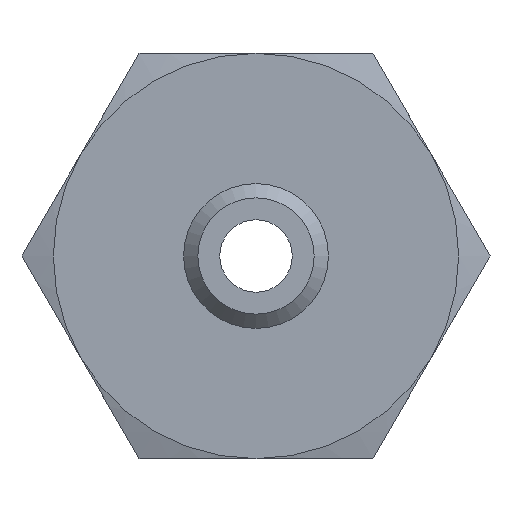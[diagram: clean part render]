
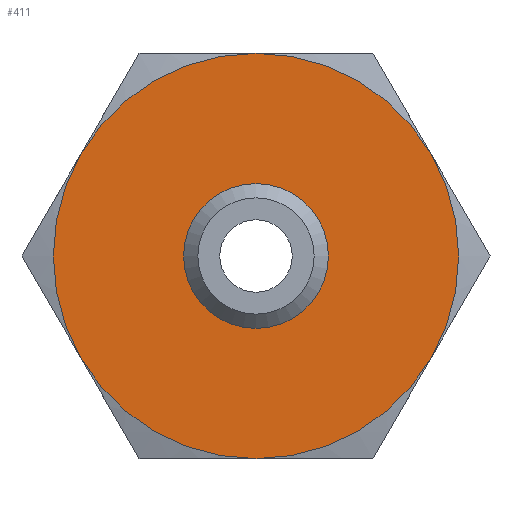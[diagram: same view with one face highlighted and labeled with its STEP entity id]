
A CAD part, front view. The second image highlights one B-rep face of the part: STEP entity #411.
In plain terms, the highlighted planar face has unit normal (0, -1, 0).
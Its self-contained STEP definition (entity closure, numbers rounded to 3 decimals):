
#45=PLANE('',#473);
#158=ORIENTED_EDGE('',*,*,#219,.F.);
#159=ORIENTED_EDGE('',*,*,#220,.T.);
#160=ORIENTED_EDGE('',*,*,#224,.T.);
#161=ORIENTED_EDGE('',*,*,#223,.T.);
#162=ORIENTED_EDGE('',*,*,#222,.T.);
#163=ORIENTED_EDGE('',*,*,#225,.T.);
#164=ORIENTED_EDGE('',*,*,#221,.T.);
#219=EDGE_CURVE('',#260,#260,#277,.T.);
#220=EDGE_CURVE('',#249,#251,#278,.T.);
#221=EDGE_CURVE('',#246,#249,#279,.T.);
#222=EDGE_CURVE('',#255,#256,#280,.T.);
#223=EDGE_CURVE('',#253,#255,#281,.T.);
#224=EDGE_CURVE('',#251,#253,#282,.T.);
#225=EDGE_CURVE('',#256,#246,#283,.T.);
#246=VERTEX_POINT('',#689);
#249=VERTEX_POINT('',#703);
#251=VERTEX_POINT('',#715);
#253=VERTEX_POINT('',#727);
#255=VERTEX_POINT('',#739);
#256=VERTEX_POINT('',#749);
#260=VERTEX_POINT('',#764);
#277=CIRCLE('',#462,2.5);
#278=CIRCLE('',#464,7.);
#279=CIRCLE('',#466,7.);
#280=CIRCLE('',#468,7.);
#281=CIRCLE('',#470,7.);
#282=CIRCLE('',#472,7.);
#283=CIRCLE('',#474,7.);
#318=EDGE_LOOP('',(#158));
#319=EDGE_LOOP('',(#159,#160,#161,#162,#163,#164));
#360=FACE_BOUND('',#318,.T.);
#361=FACE_BOUND('',#319,.T.);
#411=ADVANCED_FACE('',(#360,#361),#45,.F.);
#462=AXIS2_PLACEMENT_3D('',#763,#555,#556);
#464=AXIS2_PLACEMENT_3D('',#766,#559,#560);
#466=AXIS2_PLACEMENT_3D('',#768,#563,#564);
#468=AXIS2_PLACEMENT_3D('',#770,#567,#568);
#470=AXIS2_PLACEMENT_3D('',#772,#571,#572);
#472=AXIS2_PLACEMENT_3D('',#774,#575,#576);
#473=AXIS2_PLACEMENT_3D('',#775,#577,#578);
#474=AXIS2_PLACEMENT_3D('',#776,#579,#580);
#555=DIRECTION('',(0.,-1.,0.));
#556=DIRECTION('',(0.,0.,-1.));
#559=DIRECTION('',(0.,-1.,0.));
#560=DIRECTION('',(0.,0.,-1.));
#563=DIRECTION('',(0.,-1.,0.));
#564=DIRECTION('',(0.,0.,-1.));
#567=DIRECTION('',(0.,-1.,0.));
#568=DIRECTION('',(0.,0.,-1.));
#571=DIRECTION('',(0.,-1.,0.));
#572=DIRECTION('',(0.,0.,-1.));
#575=DIRECTION('',(0.,-1.,0.));
#576=DIRECTION('',(0.,0.,-1.));
#577=DIRECTION('',(0.,1.,0.));
#578=DIRECTION('',(0.,0.,1.));
#579=DIRECTION('',(0.,-1.,0.));
#580=DIRECTION('',(0.,0.,-1.));
#689=CARTESIAN_POINT('',(-6.062,4.,-3.5));
#703=CARTESIAN_POINT('',(0.,4.,-7.));
#715=CARTESIAN_POINT('',(6.062,4.,-3.5));
#727=CARTESIAN_POINT('',(6.062,4.,3.5));
#739=CARTESIAN_POINT('',(0.,4.,7.));
#749=CARTESIAN_POINT('',(-6.062,4.,3.5));
#763=CARTESIAN_POINT('',(0.,4.,0.));
#764=CARTESIAN_POINT('',(0.,4.,-2.5));
#766=CARTESIAN_POINT('',(0.,4.,0.));
#768=CARTESIAN_POINT('',(0.,4.,0.));
#770=CARTESIAN_POINT('',(0.,4.,0.));
#772=CARTESIAN_POINT('',(0.,4.,0.));
#774=CARTESIAN_POINT('',(0.,4.,0.));
#775=CARTESIAN_POINT('',(7.,4.,0.));
#776=CARTESIAN_POINT('',(0.,4.,0.));
